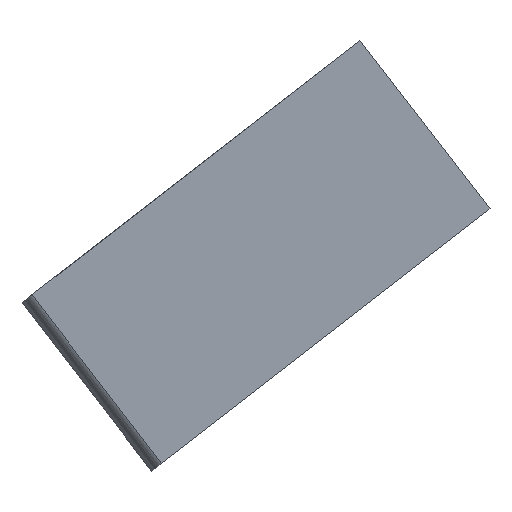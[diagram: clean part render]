
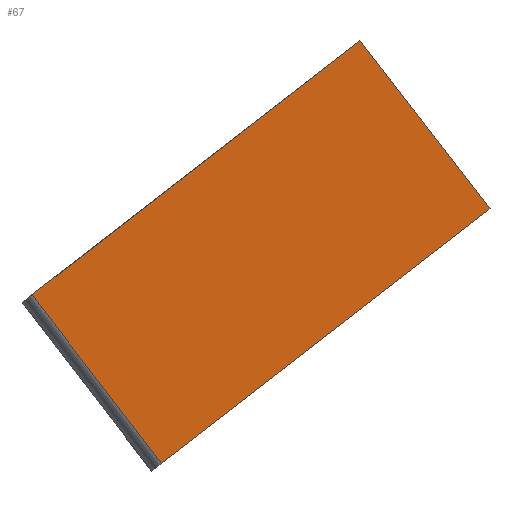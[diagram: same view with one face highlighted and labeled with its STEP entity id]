
A CAD part, front view. The second image highlights one B-rep face of the part: STEP entity #67.
In plain terms, the highlighted planar face has unit normal (-0.087, -0.996, 0).
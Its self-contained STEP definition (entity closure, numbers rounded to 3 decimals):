
#41 = VERTEX_POINT('',#42);
#42 = CARTESIAN_POINT('',(7725.436,-675.888,
    -2819.121));
#48 = EDGE_CURVE('',#49,#41,#51,.T.);
#49 = VERTEX_POINT('',#50);
#50 = CARTESIAN_POINT('',(7370.192,-644.808,
    -3094.303));
#51 = LINE('',#52,#53);
#52 = CARTESIAN_POINT('',(7478.093,-654.248,
    -3010.72));
#53 = VECTOR('',#54,1.);
#54 = DIRECTION('',(0.789,-0.069,0.611));
#67 = ADVANCED_FACE('',(#68),#93,.F.);
#68 = FACE_BOUND('',#69,.T.);
#69 = EDGE_LOOP('',(#70,#78,#79,#87));
#70 = ORIENTED_EDGE('',*,*,#71,.F.);
#71 = EDGE_CURVE('',#49,#72,#74,.T.);
#72 = VERTEX_POINT('',#73);
#73 = CARTESIAN_POINT('',(7230.013,-632.544,
    -2911.956));
#74 = LINE('',#75,#76);
#75 = CARTESIAN_POINT('',(7285.9,-637.434,
    -2984.655));
#76 = VECTOR('',#77,1.);
#77 = DIRECTION('',(-0.609,0.053,0.792));
#78 = ORIENTED_EDGE('',*,*,#48,.T.);
#79 = ORIENTED_EDGE('',*,*,#80,.F.);
#80 = EDGE_CURVE('',#81,#41,#83,.T.);
#81 = VERTEX_POINT('',#82);
#82 = CARTESIAN_POINT('',(7584.587,-663.565,
    -2637.293));
#83 = LINE('',#84,#85);
#84 = CARTESIAN_POINT('',(7601.29,-665.027,
    -2658.855));
#85 = VECTOR('',#86,1.);
#86 = DIRECTION('',(0.612,-0.054,-0.789));
#87 = ORIENTED_EDGE('',*,*,#88,.T.);
#88 = EDGE_CURVE('',#81,#72,#89,.T.);
#89 = LINE('',#90,#91);
#90 = CARTESIAN_POINT('',(7335.019,-641.731,
    -2830.615));
#91 = VECTOR('',#92,1.);
#92 = DIRECTION('',(-0.789,0.069,-0.611));
#93 = PLANE('',#94);
#94 = AXIS2_PLACEMENT_3D('',#95,#96,#97);
#95 = CARTESIAN_POINT('',(7639.702,-668.387,
    -2708.443));
#96 = DIRECTION('',(0.087,0.996,0.));
#97 = DIRECTION('',(0.,0.,-1.));
